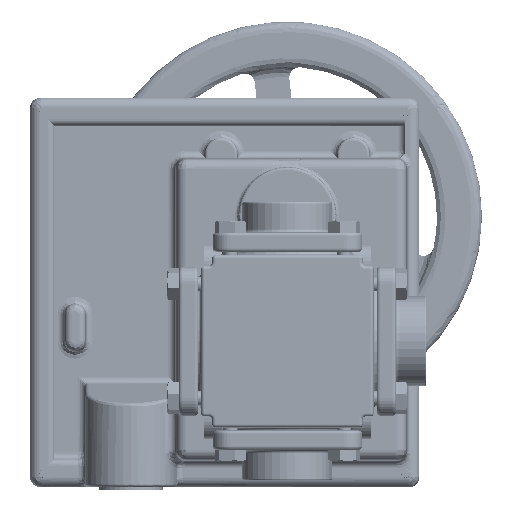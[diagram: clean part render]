
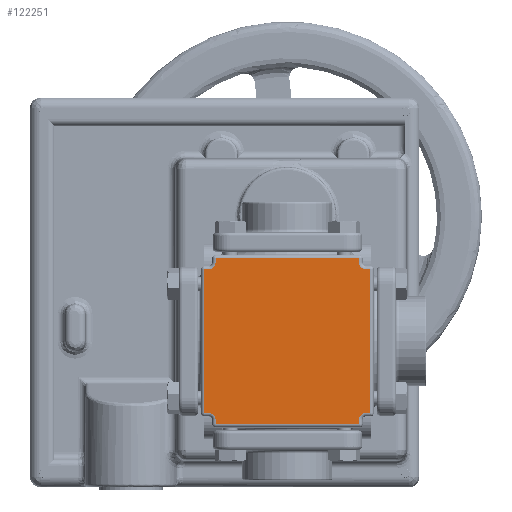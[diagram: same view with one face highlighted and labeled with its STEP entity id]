
A CAD part, front view. The second image highlights one B-rep face of the part: STEP entity #122251.
In plain terms, the highlighted planar face has unit normal (0, -1, 0).
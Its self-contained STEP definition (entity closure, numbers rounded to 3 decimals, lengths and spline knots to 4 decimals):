
#549 = VECTOR ( 'NONE', #77574, 39.3701 ) ;
#1133 = CARTESIAN_POINT ( 'NONE',  ( -1.2895, -1.315, 1.4145 ) ) ;
#1181 = ORIENTED_EDGE ( 'NONE', *, *, #117305, .T. ) ;
#2039 = CARTESIAN_POINT ( 'NONE',  ( 1.4895, -1.315, 0. ) ) ;
#2122 = CARTESIAN_POINT ( 'NONE',  ( 1.2895, -1.315, 1.552 ) ) ;
#3900 = FACE_OUTER_BOUND ( 'NONE', #17342, .T. ) ;
#4045 = CARTESIAN_POINT ( 'NONE',  ( -1.552, -1.315, 1.2895 ) ) ;
#4270 = DIRECTION ( 'NONE',  ( -1., 0., 0. ) ) ;
#4316 = EDGE_CURVE ( 'NONE', #107585, #110055, #109334, .T. ) ;
#4772 = EDGE_CURVE ( 'NONE', #6187, #94105, #97622, .T. ) ;
#6187 = VERTEX_POINT ( 'NONE', #31566 ) ;
#7737 = DIRECTION ( 'NONE',  ( 0., 0., 1. ) ) ;
#7976 = CIRCLE ( 'NONE', #135913, 0.125 ) ;
#8289 = CARTESIAN_POINT ( 'NONE',  ( 0., -1.315, 1.4895 ) ) ;
#9402 = DIRECTION ( 'NONE',  ( 0., 0., 1. ) ) ;
#9618 = ORIENTED_EDGE ( 'NONE', *, *, #35518, .F. ) ;
#11298 = VECTOR ( 'NONE', #130358, 39.3701 ) ;
#12718 = CARTESIAN_POINT ( 'NONE',  ( 0., -1.315, 0. ) ) ;
#14618 = CARTESIAN_POINT ( 'NONE',  ( -1.4145, -1.315, 1.4145 ) ) ;
#16564 = ORIENTED_EDGE ( 'NONE', *, *, #64106, .F. ) ;
#17342 = EDGE_LOOP ( 'NONE', ( #9618, #38287, #1181, #57501, #16564, #53622, #17354, #82011, #51192, #131351, #69427, #111529, #128820, #79895, #29936, #94444 ) ) ;
#17354 = ORIENTED_EDGE ( 'NONE', *, *, #45093, .T. ) ;
#17836 = AXIS2_PLACEMENT_3D ( 'NONE', #33745, #107562, #44305 ) ;
#19097 = VERTEX_POINT ( 'NONE', #67579 ) ;
#19425 = CARTESIAN_POINT ( 'NONE',  ( 1.4145, -1.315, -1.2895 ) ) ;
#20757 = CARTESIAN_POINT ( 'NONE',  ( 1.352, -1.315, -1.4895 ) ) ;
#21014 = VERTEX_POINT ( 'NONE', #63440 ) ;
#21293 = CIRCLE ( 'NONE', #87468, 0.125 ) ;
#23271 = PLANE ( 'NONE',  #51339 ) ;
#25181 = DIRECTION ( 'NONE',  ( 0., 0., 1. ) ) ;
#27660 = VECTOR ( 'NONE', #105121, 39.3701 ) ;
#29936 = ORIENTED_EDGE ( 'NONE', *, *, #66542, .T. ) ;
#30239 = CARTESIAN_POINT ( 'NONE',  ( 1.4895, -1.315, 1.2895 ) ) ;
#30815 = CIRCLE ( 'NONE', #104665, 0.125 ) ;
#31231 = VECTOR ( 'NONE', #93078, 39.3701 ) ;
#31566 = CARTESIAN_POINT ( 'NONE',  ( -1.4895, -1.315, 1.2895 ) ) ;
#33105 = VECTOR ( 'NONE', #65246, 39.3701 ) ;
#33745 = CARTESIAN_POINT ( 'NONE',  ( 1.4145, -1.315, -1.4145 ) ) ;
#33894 = DIRECTION ( 'NONE',  ( 0., 1., 0. ) ) ;
#34886 = VERTEX_POINT ( 'NONE', #19425 ) ;
#35411 = CARTESIAN_POINT ( 'NONE',  ( -1.4895, -1.315, -1.352 ) ) ;
#35518 = EDGE_CURVE ( 'NONE', #34886, #93097, #72867, .T. ) ;
#35858 = DIRECTION ( 'NONE',  ( 0., 0., -1. ) ) ;
#36280 = CARTESIAN_POINT ( 'NONE',  ( 1.2895, -1.315, 1.4895 ) ) ;
#36580 = DIRECTION ( 'NONE',  ( 0., 0., -1. ) ) ;
#37130 = EDGE_CURVE ( 'NONE', #92549, #6187, #123515, .T. ) ;
#38278 = EDGE_CURVE ( 'NONE', #92549, #104458, #30815, .T. ) ;
#38287 = ORIENTED_EDGE ( 'NONE', *, *, #59844, .T. ) ;
#39771 = CARTESIAN_POINT ( 'NONE',  ( 1.552, -1.315, -1.2895 ) ) ;
#41777 = VERTEX_POINT ( 'NONE', #52249 ) ;
#44305 = DIRECTION ( 'NONE',  ( 0., 0., 1. ) ) ;
#45093 = EDGE_CURVE ( 'NONE', #127623, #19097, #115430, .T. ) ;
#51192 = ORIENTED_EDGE ( 'NONE', *, *, #38278, .F. ) ;
#51339 = AXIS2_PLACEMENT_3D ( 'NONE', #12718, #33894, #107706 ) ;
#52249 = CARTESIAN_POINT ( 'NONE',  ( -1.4145, -1.315, -1.2895 ) ) ;
#53622 = ORIENTED_EDGE ( 'NONE', *, *, #83340, .T. ) ;
#54044 = EDGE_CURVE ( 'NONE', #64281, #41777, #7976, .T. ) ;
#56297 = CARTESIAN_POINT ( 'NONE',  ( -1.352, -1.315, -1.2895 ) ) ;
#57167 = VECTOR ( 'NONE', #112807, 39.3701 ) ;
#57501 = ORIENTED_EDGE ( 'NONE', *, *, #4316, .T. ) ;
#58937 = LINE ( 'NONE', #20757, #27660 ) ;
#59844 = EDGE_CURVE ( 'NONE', #34886, #21014, #71506, .T. ) ;
#60476 = LINE ( 'NONE', #102167, #57167 ) ;
#62231 = VECTOR ( 'NONE', #96988, 39.3701 ) ;
#63440 = CARTESIAN_POINT ( 'NONE',  ( 1.4895, -1.315, -1.2895 ) ) ;
#64106 = EDGE_CURVE ( 'NONE', #86533, #110055, #21293, .T. ) ;
#64281 = VERTEX_POINT ( 'NONE', #77639 ) ;
#65246 = DIRECTION ( 'NONE',  ( 0., 0., 1. ) ) ;
#65621 = CARTESIAN_POINT ( 'NONE',  ( -1.4145, -1.315, 1.2895 ) ) ;
#66542 = EDGE_CURVE ( 'NONE', #93714, #116949, #58937, .T. ) ;
#67316 = EDGE_CURVE ( 'NONE', #64281, #93714, #71567, .T. ) ;
#67579 = CARTESIAN_POINT ( 'NONE',  ( -1.2895, -1.315, 1.4895 ) ) ;
#67857 = EDGE_CURVE ( 'NONE', #94105, #41777, #88049, .T. ) ;
#69427 = ORIENTED_EDGE ( 'NONE', *, *, #4772, .T. ) ;
#70311 = CARTESIAN_POINT ( 'NONE',  ( 1.2895, -1.315, -1.4895 ) ) ;
#70855 = DIRECTION ( 'NONE',  ( 0., -1., 0. ) ) ;
#71506 = LINE ( 'NONE', #39771, #124350 ) ;
#71567 = LINE ( 'NONE', #110418, #78241 ) ;
#72531 = DIRECTION ( 'NONE',  ( 0., -1., 0. ) ) ;
#72867 = CIRCLE ( 'NONE', #17836, 0.125 ) ;
#73450 = CARTESIAN_POINT ( 'NONE',  ( -1.2895, -1.315, -1.4895 ) ) ;
#77574 = DIRECTION ( 'NONE',  ( 1., 0., 0. ) ) ;
#77639 = CARTESIAN_POINT ( 'NONE',  ( -1.2895, -1.315, -1.4145 ) ) ;
#77969 = VECTOR ( 'NONE', #4270, 39.3701 ) ;
#78241 = VECTOR ( 'NONE', #36580, 39.3701 ) ;
#79895 = ORIENTED_EDGE ( 'NONE', *, *, #67316, .T. ) ;
#82011 = ORIENTED_EDGE ( 'NONE', *, *, #99297, .T. ) ;
#82060 = CARTESIAN_POINT ( 'NONE',  ( 1.2895, -1.315, 1.4145 ) ) ;
#83340 = EDGE_CURVE ( 'NONE', #86533, #127623, #113987, .T. ) ;
#86533 = VERTEX_POINT ( 'NONE', #82060 ) ;
#87468 = AXIS2_PLACEMENT_3D ( 'NONE', #135734, #72531, #9402 ) ;
#88049 = LINE ( 'NONE', #56297, #549 ) ;
#88386 = DIRECTION ( 'NONE',  ( 0., -1., 0. ) ) ;
#92549 = VERTEX_POINT ( 'NONE', #65621 ) ;
#93078 = DIRECTION ( 'NONE',  ( -1., 0., 0. ) ) ;
#93097 = VERTEX_POINT ( 'NONE', #123538 ) ;
#93714 = VERTEX_POINT ( 'NONE', #73450 ) ;
#94105 = VERTEX_POINT ( 'NONE', #102870 ) ;
#94444 = ORIENTED_EDGE ( 'NONE', *, *, #115274, .T. ) ;
#94977 = VECTOR ( 'NONE', #125350, 39.3701 ) ;
#95984 = DIRECTION ( 'NONE',  ( 1., 0., 0. ) ) ;
#96988 = DIRECTION ( 'NONE',  ( 0., 0., 1. ) ) ;
#97622 = LINE ( 'NONE', #35411, #125715 ) ;
#99297 = EDGE_CURVE ( 'NONE', #19097, #104458, #123081, .T. ) ;
#99655 = CARTESIAN_POINT ( 'NONE',  ( 1.352, -1.315, 1.2895 ) ) ;
#102167 = CARTESIAN_POINT ( 'NONE',  ( 1.2895, -1.315, -1.352 ) ) ;
#102870 = CARTESIAN_POINT ( 'NONE',  ( -1.4895, -1.315, -1.2895 ) ) ;
#104458 = VERTEX_POINT ( 'NONE', #1133 ) ;
#104665 = AXIS2_PLACEMENT_3D ( 'NONE', #14618, #88386, #25181 ) ;
#105121 = DIRECTION ( 'NONE',  ( 1., 0., 0. ) ) ;
#107562 = DIRECTION ( 'NONE',  ( 0., -1., 0. ) ) ;
#107585 = VERTEX_POINT ( 'NONE', #30239 ) ;
#107706 = DIRECTION ( 'NONE',  ( 0., 0., 1. ) ) ;
#109334 = LINE ( 'NONE', #99655, #77969 ) ;
#110055 = VERTEX_POINT ( 'NONE', #131424 ) ;
#110418 = CARTESIAN_POINT ( 'NONE',  ( -1.2895, -1.315, -1.552 ) ) ;
#111529 = ORIENTED_EDGE ( 'NONE', *, *, #67857, .T. ) ;
#112807 = DIRECTION ( 'NONE',  ( 0., 0., 1. ) ) ;
#113987 = LINE ( 'NONE', #2122, #33105 ) ;
#114763 = CARTESIAN_POINT ( 'NONE',  ( -1.2895, -1.315, 1.352 ) ) ;
#115274 = EDGE_CURVE ( 'NONE', #116949, #93097, #60476, .T. ) ;
#115430 = LINE ( 'NONE', #8289, #31231 ) ;
#116949 = VERTEX_POINT ( 'NONE', #70311 ) ;
#117305 = EDGE_CURVE ( 'NONE', #21014, #107585, #118469, .T. ) ;
#118469 = LINE ( 'NONE', #2039, #62231 ) ;
#122251 = ADVANCED_FACE ( 'NONE', ( #3900 ), #23271, .F. ) ;
#123081 = LINE ( 'NONE', #114763, #94977 ) ;
#123515 = LINE ( 'NONE', #4045, #11298 ) ;
#123538 = CARTESIAN_POINT ( 'NONE',  ( 1.2895, -1.315, -1.4145 ) ) ;
#124350 = VECTOR ( 'NONE', #95984, 39.3701 ) ;
#125350 = DIRECTION ( 'NONE',  ( 0., 0., -1. ) ) ;
#125715 = VECTOR ( 'NONE', #35858, 39.3701 ) ;
#127623 = VERTEX_POINT ( 'NONE', #36280 ) ;
#128820 = ORIENTED_EDGE ( 'NONE', *, *, #54044, .F. ) ;
#130358 = DIRECTION ( 'NONE',  ( -1., 0., 0. ) ) ;
#131351 = ORIENTED_EDGE ( 'NONE', *, *, #37130, .T. ) ;
#131424 = CARTESIAN_POINT ( 'NONE',  ( 1.4145, -1.315, 1.2895 ) ) ;
#134067 = CARTESIAN_POINT ( 'NONE',  ( -1.4145, -1.315, -1.4145 ) ) ;
#135734 = CARTESIAN_POINT ( 'NONE',  ( 1.4145, -1.315, 1.4145 ) ) ;
#135913 = AXIS2_PLACEMENT_3D ( 'NONE', #134067, #70855, #7737 ) ;
